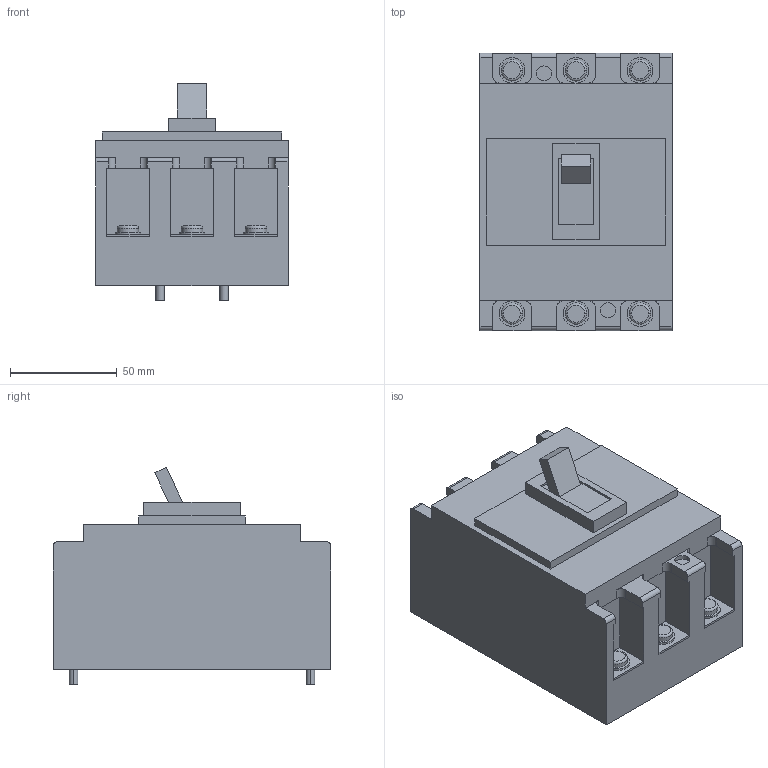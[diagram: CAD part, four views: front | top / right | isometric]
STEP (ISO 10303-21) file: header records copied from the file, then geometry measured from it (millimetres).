
FILE_DESCRIPTION (( 'STEP AP214' ), '1' );
FILE_NAME ('PS125NF3F.STEP', '2023-02-28T10:34:12', ( 'CAD' ), ( '' ), 'SwSTEP 2.0', 'SolidWorks 2015', '' );
FILE_SCHEMA (( 'AUTOMOTIVE_DESIGN' ));
Length unit declared in the file: millimetre
Products named in the file (1): PS125NF3F
Bounding box: 90 x 130 x 101.74 mm (x, y, z)
Volume: 732899.8 mm3; surface area: 76425.2 mm2
Topology: 15 solids, 15 shells, 260 faces, 600 edges, 396 vertices
Faces by surface type: plane 152, cylinder 96, torus 12
Entity records: 8751 total; most frequent: DIRECTION 1338, CARTESIAN_POINT 1257, ORIENTED_EDGE 1200, EDGE_CURVE 600, AXIS2_PLACEMENT_3D 477, VERTEX_POINT 396, VECTOR 384, LINE 384
